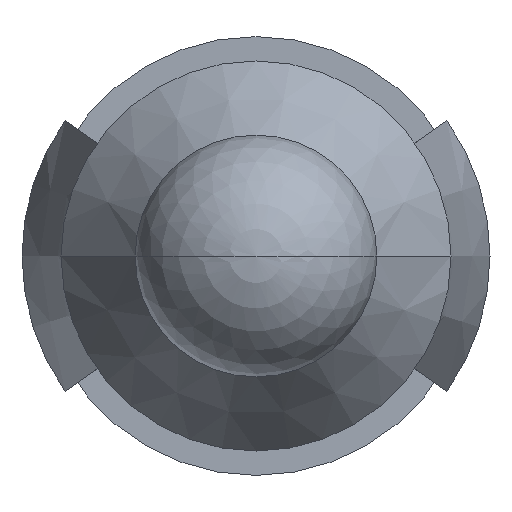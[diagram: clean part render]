
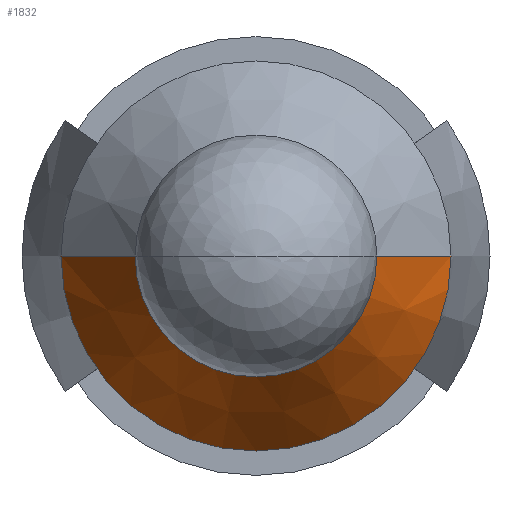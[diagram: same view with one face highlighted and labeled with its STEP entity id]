
A CAD part, front view. The second image highlights one B-rep face of the part: STEP entity #1832.
In plain terms, the highlighted conical face has half-angle 33 degrees and reference radius 1.62 mm.
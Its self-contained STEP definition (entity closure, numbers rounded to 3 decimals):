
#556=CARTESIAN_POINT('',(0.,14.77,0.));
#557=DIRECTION('',(0.,1.,0.));
#558=DIRECTION('',(1.,0.,0.));
#559=AXIS2_PLACEMENT_3D('',#556,#557,#558);
#561=DIRECTION('',(0.545,0.839,0.));
#562=VECTOR('',#561,1.395);
#563=CARTESIAN_POINT('',(1.24,13.6,0.));
#564=LINE('',#563,#562);
#565=DIRECTION('',(-0.545,0.839,0.));
#566=VECTOR('',#565,1.395);
#567=CARTESIAN_POINT('',(-1.24,13.6,0.));
#568=LINE('',#567,#566);
#569=CARTESIAN_POINT('',(0.,13.6,0.));
#570=DIRECTION('',(0.,1.,0.));
#571=DIRECTION('',(1.,0.,0.));
#572=AXIS2_PLACEMENT_3D('',#569,#570,#571);
#988=CARTESIAN_POINT('',(2.,14.77,0.));
#990=VERTEX_POINT('',#988);
#992=CARTESIAN_POINT('',(-2.,14.77,0.));
#994=VERTEX_POINT('',#992);
#996=CARTESIAN_POINT('',(1.24,13.6,0.));
#997=VERTEX_POINT('',#996);
#998=CARTESIAN_POINT('',(-1.24,13.6,0.));
#999=VERTEX_POINT('',#998);
#1818=CARTESIAN_POINT('',(0.,14.185,0.));
#1819=DIRECTION('',(0.,1.,0.));
#1820=DIRECTION('',(1.,0.,0.));
#1821=AXIS2_PLACEMENT_3D('',#1818,#1819,#1820);
#1822=CONICAL_SURFACE('',#1821,1.62,33.);
#1824=ORIENTED_EDGE('',*,*,#1823,.T.);
#1825=ORIENTED_EDGE('',*,*,#1813,.T.);
#1827=ORIENTED_EDGE('',*,*,#1826,.F.);
#1829=ORIENTED_EDGE('',*,*,#1828,.F.);
#1830=EDGE_LOOP('',(#1824,#1825,#1827,#1829));
#1831=FACE_OUTER_BOUND('',#1830,.F.);
#560=CIRCLE('',#559,2.);
#573=CIRCLE('',#572,1.24);
#1813=EDGE_CURVE('',#990,#994,#560,.T.);
#1823=EDGE_CURVE('',#997,#990,#564,.T.);
#1826=EDGE_CURVE('',#999,#994,#568,.T.);
#1828=EDGE_CURVE('',#997,#999,#573,.T.);
#1832=ADVANCED_FACE('',(#1831),#1822,.T.);
